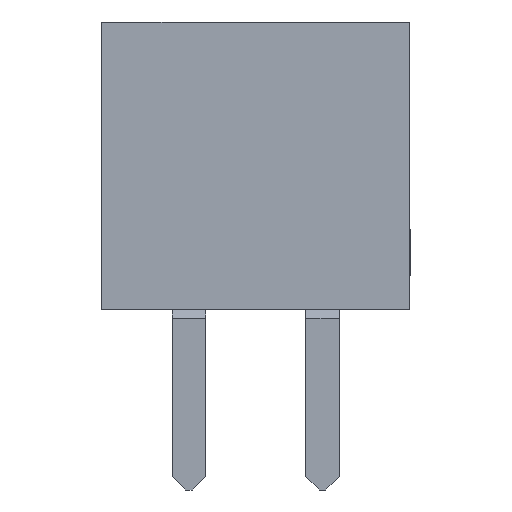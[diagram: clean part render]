
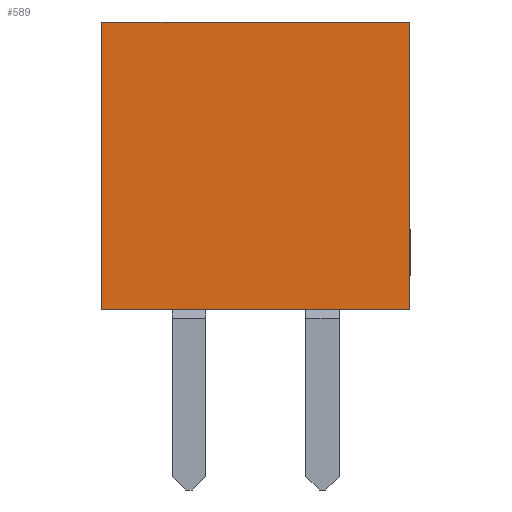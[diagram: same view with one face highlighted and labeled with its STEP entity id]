
A CAD part, front view. The second image highlights one B-rep face of the part: STEP entity #589.
In plain terms, the highlighted planar face has unit normal (0, -1, 0).
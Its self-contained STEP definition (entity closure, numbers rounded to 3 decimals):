
#188 = DIRECTION ( 'NONE',  ( 0., 0., -1. ) ) ;
#302 = LINE ( 'NONE', #477, #6792 ) ;
#477 = CARTESIAN_POINT ( 'NONE',  ( -2.3, -2.25, 4.3 ) ) ;
#486 = ORIENTED_EDGE ( 'NONE', *, *, #5534, .T. ) ;
#589 = ADVANCED_FACE ( 'NONE', ( #14817 ), #6283, .F. ) ;
#833 = CARTESIAN_POINT ( 'NONE',  ( -2.3, -2.25, 4.3 ) ) ;
#1406 = LINE ( 'NONE', #11599, #1600 ) ;
#1494 = CARTESIAN_POINT ( 'NONE',  ( -2.3, -2.25, 0. ) ) ;
#1600 = VECTOR ( 'NONE', #188, 1000. ) ;
#2790 = ORIENTED_EDGE ( 'NONE', *, *, #14239, .F. ) ;
#3048 = CARTESIAN_POINT ( 'NONE',  ( 2.3, -2.25, 4.3 ) ) ;
#3411 = CARTESIAN_POINT ( 'NONE',  ( -2.3, -2.25, 4.3 ) ) ;
#3646 = EDGE_CURVE ( 'NONE', #14686, #11830, #1406, .T. ) ;
#3659 = ORIENTED_EDGE ( 'NONE', *, *, #9810, .T. ) ;
#4891 = DIRECTION ( 'NONE',  ( 0., 1., 0. ) ) ;
#5534 = EDGE_CURVE ( 'NONE', #6146, #11830, #9936, .T. ) ;
#6053 = VERTEX_POINT ( 'NONE', #14246 ) ;
#6146 = VERTEX_POINT ( 'NONE', #12665 ) ;
#6283 = PLANE ( 'NONE',  #17121 ) ;
#6792 = VECTOR ( 'NONE', #9725, 1000. ) ;
#7810 = DIRECTION ( 'NONE',  ( 1., 0., 0. ) ) ;
#9725 = DIRECTION ( 'NONE',  ( 0., 0., -1. ) ) ;
#9810 = EDGE_CURVE ( 'NONE', #6053, #6146, #302, .T. ) ;
#9936 = LINE ( 'NONE', #1494, #11673 ) ;
#10539 = DIRECTION ( 'NONE',  ( 0., 0., 1. ) ) ;
#11599 = CARTESIAN_POINT ( 'NONE',  ( 2.3, -2.25, 4.3 ) ) ;
#11673 = VECTOR ( 'NONE', #17129, 1000. ) ;
#11830 = VERTEX_POINT ( 'NONE', #15721 ) ;
#12665 = CARTESIAN_POINT ( 'NONE',  ( -2.3, -2.25, 0. ) ) ;
#13526 = VECTOR ( 'NONE', #7810, 1000. ) ;
#13566 = LINE ( 'NONE', #833, #13526 ) ;
#14239 = EDGE_CURVE ( 'NONE', #6053, #14686, #13566, .T. ) ;
#14246 = CARTESIAN_POINT ( 'NONE',  ( -2.3, -2.25, 4.3 ) ) ;
#14686 = VERTEX_POINT ( 'NONE', #3048 ) ;
#14817 = FACE_OUTER_BOUND ( 'NONE', #16850, .T. ) ;
#15721 = CARTESIAN_POINT ( 'NONE',  ( 2.3, -2.25, 0. ) ) ;
#16695 = ORIENTED_EDGE ( 'NONE', *, *, #3646, .F. ) ;
#16850 = EDGE_LOOP ( 'NONE', ( #486, #16695, #2790, #3659 ) ) ;
#17121 = AXIS2_PLACEMENT_3D ( 'NONE', #3411, #4891, #10539 ) ;
#17129 = DIRECTION ( 'NONE',  ( 1., 0., 0. ) ) ;
